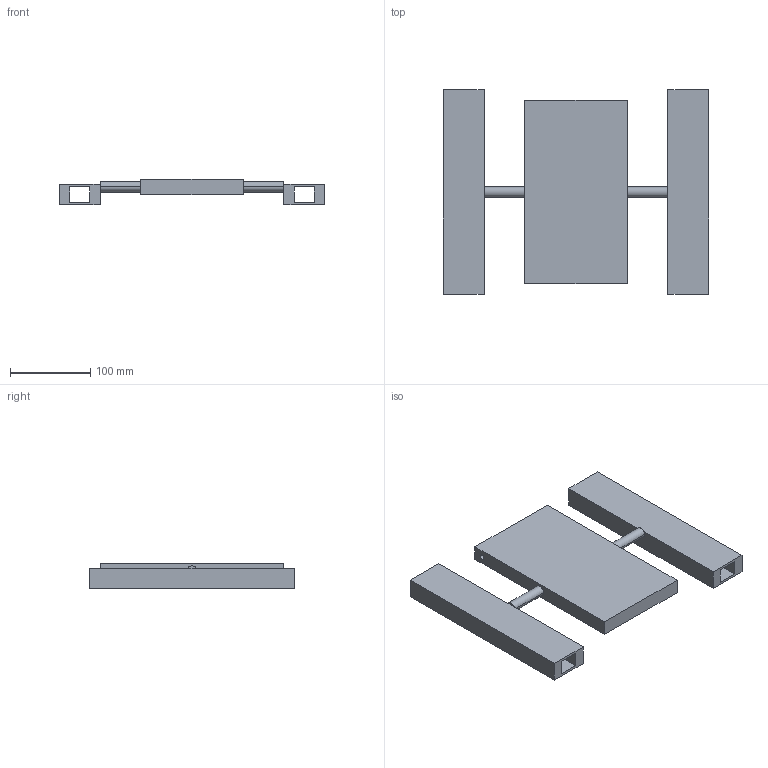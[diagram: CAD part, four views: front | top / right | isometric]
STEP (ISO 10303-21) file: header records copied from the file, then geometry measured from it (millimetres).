
FILE_DESCRIPTION (( 'STEP AP203' ), '1' );
FILE_NAME ('SpreaderSupport_ver2_Default_sldprt.STEP', '2018-03-08T21:37:58', ( '' ), ( '' ), 'SwSTEP 2.0', 'SolidWorks 2017', '' );
FILE_SCHEMA (( 'CONFIG_CONTROL_DESIGN' ));
Length unit declared in the file: inch
Products named in the file (1): SpreaderSupport_ver2_Default_sldprt
Bounding box: 330.2 x 254 x 31.75 mm (x, y, z)
Volume: 971588.4 mm3; surface area: 203535.2 mm2
Topology: 1 solids, 1 shells, 34 faces, 86 edges, 56 vertices
Faces by surface type: plane 28, cylinder 6
Entity records: 1105 total; most frequent: CARTESIAN_POINT 177, DIRECTION 172, ORIENTED_EDGE 172, EDGE_CURVE 86, LINE 70, VECTOR 70, VERTEX_POINT 56, AXIS2_PLACEMENT_3D 51
